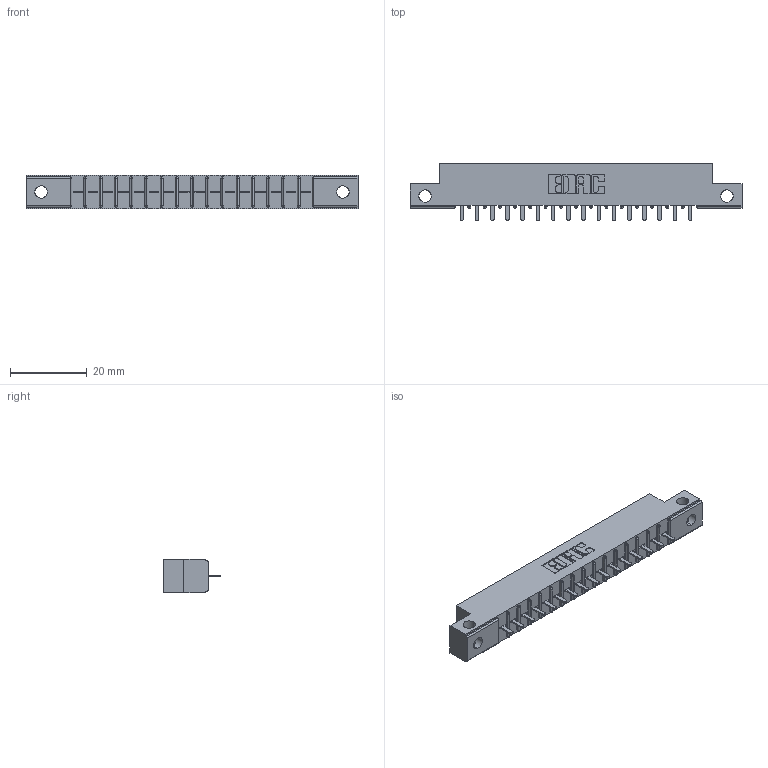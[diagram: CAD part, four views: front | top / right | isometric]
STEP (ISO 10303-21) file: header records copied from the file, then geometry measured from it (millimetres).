
FILE_DESCRIPTION (( 'STEP AP203' ), '1' );
FILE_NAME ('316-016-521-112.STEP', '2020-09-20T20:41:29', ( '' ), ( '' ), 'SwSTEP 2.0', 'SolidWorks 2020', '' );
FILE_SCHEMA (( 'CONFIG_CONTROL_DESIGN' ));
Length unit declared in the file: inch
Products named in the file (3): 306 Part_.128 Dia; 306-290-001_121; 316-016-521-112
Assembly tree (17 placements, depth 2):
  316-016-521-112
    306 Part_.128 Dia
    306-290-001_121  x16
Bounding box: 86.41 x 14.88 x 8.71 mm (x, y, z)
Volume: 5731.2 mm3; surface area: 8109.1 mm2
Topology: 17 solids, 17 shells, 1248 faces, 3504 edges, 2244 vertices
Faces by surface type: plane 820, cylinder 364, sphere 64
Entity records: 18651 total; most frequent: CARTESIAN_POINT 3175, ORIENTED_EDGE 3100, DIRECTION 3072, EDGE_CURVE 1550, LINE 1182, VECTOR 1182, VERTEX_POINT 984, AXIS2_PLACEMENT_3D 945
